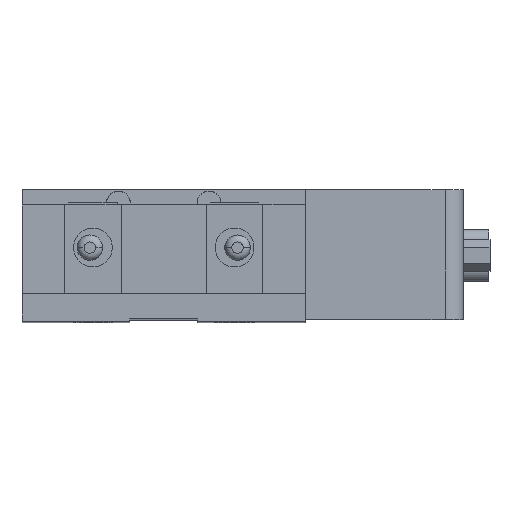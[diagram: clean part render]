
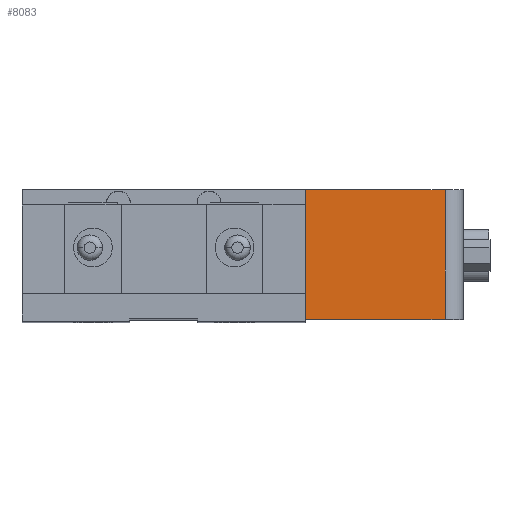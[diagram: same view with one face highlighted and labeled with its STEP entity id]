
A CAD part, top view. The second image highlights one B-rep face of the part: STEP entity #8083.
In plain terms, the highlighted planar face has unit normal (0, 0, 1).
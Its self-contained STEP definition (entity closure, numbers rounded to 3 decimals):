
#1496 = DIRECTION ( 'NONE',  ( 0., 1., 0. ) ) ;
#1669 = LINE ( 'NONE', #6748, #8257 ) ;
#1851 = EDGE_LOOP ( 'NONE', ( #15344, #14459, #3807, #12533 ) ) ;
#2039 = VERTEX_POINT ( 'NONE', #3088 ) ;
#3088 = CARTESIAN_POINT ( 'NONE',  ( 13.575, -12.5, 18.5 ) ) ;
#3252 = CARTESIAN_POINT ( 'NONE',  ( 13.575, 10.4, 18.5 ) ) ;
#3807 = ORIENTED_EDGE ( 'NONE', *, *, #16075, .T. ) ;
#4467 = VERTEX_POINT ( 'NONE', #3252 ) ;
#5067 = LINE ( 'NONE', #5389, #9483 ) ;
#5229 = LINE ( 'NONE', #7775, #15313 ) ;
#5244 = PLANE ( 'NONE',  #9075 ) ;
#5389 = CARTESIAN_POINT ( 'NONE',  ( 43.41, 10.4, 18.5 ) ) ;
#6184 = CARTESIAN_POINT ( 'NONE',  ( 49.635, 10.4, 18.5 ) ) ;
#6748 = CARTESIAN_POINT ( 'NONE',  ( 49.635, -12.5, 18.5 ) ) ;
#6805 = EDGE_CURVE ( 'NONE', #4467, #2039, #13028, .T. ) ;
#7255 = EDGE_CURVE ( 'NONE', #12907, #11652, #1669, .T. ) ;
#7775 = CARTESIAN_POINT ( 'NONE',  ( 43.41, -12.5, 18.5 ) ) ;
#8083 = ADVANCED_FACE ( 'NONE', ( #11658 ), #5244, .T. ) ;
#8257 = VECTOR ( 'NONE', #1496, 1000. ) ;
#8857 = DIRECTION ( 'NONE',  ( 1., 0., 0. ) ) ;
#9030 = CARTESIAN_POINT ( 'NONE',  ( 43.41, -12.5, 18.5 ) ) ;
#9075 = AXIS2_PLACEMENT_3D ( 'NONE', #9030, #14041, #8857 ) ;
#9483 = VECTOR ( 'NONE', #13936, 1000. ) ;
#11652 = VERTEX_POINT ( 'NONE', #6184 ) ;
#11658 = FACE_OUTER_BOUND ( 'NONE', #1851, .T. ) ;
#11719 = DIRECTION ( 'NONE',  ( 1., 0., 0. ) ) ;
#12533 = ORIENTED_EDGE ( 'NONE', *, *, #7255, .T. ) ;
#12907 = VERTEX_POINT ( 'NONE', #15941 ) ;
#13028 = LINE ( 'NONE', #14018, #14034 ) ;
#13936 = DIRECTION ( 'NONE',  ( 1., 0., 0. ) ) ;
#14018 = CARTESIAN_POINT ( 'NONE',  ( 13.575, -12.5, 18.5 ) ) ;
#14034 = VECTOR ( 'NONE', #15345, 1000. ) ;
#14041 = DIRECTION ( 'NONE',  ( 0., 0., 1. ) ) ;
#14459 = ORIENTED_EDGE ( 'NONE', *, *, #6805, .T. ) ;
#14756 = EDGE_CURVE ( 'NONE', #4467, #11652, #5067, .T. ) ;
#15313 = VECTOR ( 'NONE', #11719, 1000. ) ;
#15344 = ORIENTED_EDGE ( 'NONE', *, *, #14756, .F. ) ;
#15345 = DIRECTION ( 'NONE',  ( 0., -1., 0. ) ) ;
#15941 = CARTESIAN_POINT ( 'NONE',  ( 49.635, -12.5, 18.5 ) ) ;
#16075 = EDGE_CURVE ( 'NONE', #2039, #12907, #5229, .T. ) ;
